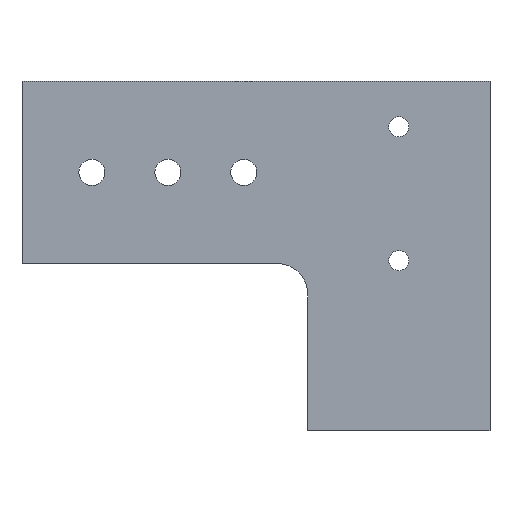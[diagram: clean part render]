
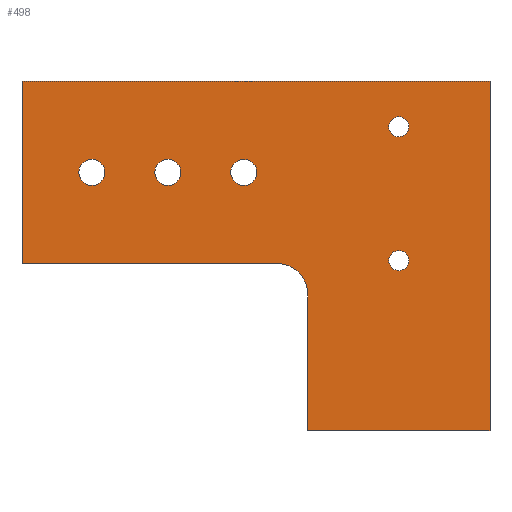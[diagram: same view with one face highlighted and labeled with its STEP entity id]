
A CAD part, front view. The second image highlights one B-rep face of the part: STEP entity #498.
In plain terms, the highlighted planar face has unit normal (0, -1, 0).
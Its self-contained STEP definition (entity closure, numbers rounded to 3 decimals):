
#15 = VECTOR ( 'NONE', #964, 1000. ) ;
#18 = DIRECTION ( 'NONE',  ( 0., 0., 1. ) ) ;
#24 = EDGE_LOOP ( 'NONE', ( #282, #650 ) ) ;
#30 = AXIS2_PLACEMENT_3D ( 'NONE', #225, #585, #438 ) ;
#31 = CARTESIAN_POINT ( 'NONE',  ( 24., 0., -12.85 ) ) ;
#43 = CARTESIAN_POINT ( 'NONE',  ( 42., 0., -35. ) ) ;
#55 = FACE_BOUND ( 'NONE', #583, .T. ) ;
#60 = CARTESIAN_POINT ( 'NONE',  ( 11.5, 0., -15. ) ) ;
#63 = FACE_OUTER_BOUND ( 'NONE', #554, .T. ) ;
#67 = VECTOR ( 'NONE', #490, 1000. ) ;
#70 = DIRECTION ( 'NONE',  ( -1., 0., 0. ) ) ;
#83 = CARTESIAN_POINT ( 'NONE',  ( 36.5, 0., -15. ) ) ;
#93 = AXIS2_PLACEMENT_3D ( 'NONE', #359, #122, #792 ) ;
#96 = CARTESIAN_POINT ( 'NONE',  ( 62., 0., -29.5 ) ) ;
#98 = EDGE_LOOP ( 'NONE', ( #948, #772 ) ) ;
#103 = ORIENTED_EDGE ( 'NONE', *, *, #148, .F. ) ;
#104 = CARTESIAN_POINT ( 'NONE',  ( 36.5, 0., -12.85 ) ) ;
#106 = EDGE_CURVE ( 'NONE', #880, #692, #213, .T. ) ;
#114 = VERTEX_POINT ( 'NONE', #863 ) ;
#120 = ORIENTED_EDGE ( 'NONE', *, *, #710, .T. ) ;
#122 = DIRECTION ( 'NONE',  ( 0., 1., 0. ) ) ;
#123 = FACE_BOUND ( 'NONE', #98, .T. ) ;
#140 = LINE ( 'NONE', #746, #15 ) ;
#146 = DIRECTION ( 'NONE',  ( 0., 0., 1. ) ) ;
#148 = EDGE_CURVE ( 'NONE', #744, #926, #951, .T. ) ;
#149 = LINE ( 'NONE', #821, #971 ) ;
#167 = VERTEX_POINT ( 'NONE', #579 ) ;
#178 = CIRCLE ( 'NONE', #640, 5. ) ;
#181 = EDGE_CURVE ( 'NONE', #692, #880, #518, .T. ) ;
#184 = DIRECTION ( 'NONE',  ( 0., 0., 1. ) ) ;
#186 = DIRECTION ( 'NONE',  ( 0., 1., 0. ) ) ;
#194 = AXIS2_PLACEMENT_3D ( 'NONE', #83, #521, #146 ) ;
#201 = EDGE_CURVE ( 'NONE', #335, #703, #377, .T. ) ;
#204 = CARTESIAN_POINT ( 'NONE',  ( 24., 0., -17.15 ) ) ;
#207 = VERTEX_POINT ( 'NONE', #900 ) ;
#208 = CARTESIAN_POINT ( 'NONE',  ( 0., 0., -30. ) ) ;
#213 = CIRCLE ( 'NONE', #938, 2.15 ) ;
#222 = DIRECTION ( 'NONE',  ( 0., 0., 1. ) ) ;
#225 = CARTESIAN_POINT ( 'NONE',  ( 0., 0., 0. ) ) ;
#227 = DIRECTION ( 'NONE',  ( 0., 1., 0. ) ) ;
#234 = DIRECTION ( 'NONE',  ( 0., 1., 0. ) ) ;
#241 = ORIENTED_EDGE ( 'NONE', *, *, #810, .F. ) ;
#244 = CARTESIAN_POINT ( 'NONE',  ( 62., 0., -7.5 ) ) ;
#250 = ORIENTED_EDGE ( 'NONE', *, *, #181, .T. ) ;
#252 = CARTESIAN_POINT ( 'NONE',  ( 11.5, 0., -17.15 ) ) ;
#265 = CARTESIAN_POINT ( 'NONE',  ( 11.5, 0., -12.85 ) ) ;
#269 = DIRECTION ( 'NONE',  ( 0., 0., 1. ) ) ;
#282 = ORIENTED_EDGE ( 'NONE', *, *, #201, .T. ) ;
#283 = CARTESIAN_POINT ( 'NONE',  ( 62., 0., -9.15 ) ) ;
#302 = VECTOR ( 'NONE', #946, 1000. ) ;
#309 = FACE_BOUND ( 'NONE', #834, .T. ) ;
#315 = DIRECTION ( 'NONE',  ( 0., 1., 0. ) ) ;
#317 = ORIENTED_EDGE ( 'NONE', *, *, #668, .T. ) ;
#321 = EDGE_CURVE ( 'NONE', #497, #679, #588, .T. ) ;
#324 = LINE ( 'NONE', #479, #801 ) ;
#326 = CARTESIAN_POINT ( 'NONE',  ( 47., 0., -35. ) ) ;
#330 = AXIS2_PLACEMENT_3D ( 'NONE', #96, #406, #18 ) ;
#335 = VERTEX_POINT ( 'NONE', #265 ) ;
#349 = CARTESIAN_POINT ( 'NONE',  ( 77., 0., 0. ) ) ;
#359 = CARTESIAN_POINT ( 'NONE',  ( 62., 0., -29.5 ) ) ;
#371 = DIRECTION ( 'NONE',  ( 0., 1., 0. ) ) ;
#374 = EDGE_CURVE ( 'NONE', #679, #497, #457, .T. ) ;
#377 = CIRCLE ( 'NONE', #471, 2.15 ) ;
#381 = VECTOR ( 'NONE', #722, 1000. ) ;
#394 = AXIS2_PLACEMENT_3D ( 'NONE', #901, #234, #672 ) ;
#399 = VERTEX_POINT ( 'NONE', #326 ) ;
#406 = DIRECTION ( 'NONE',  ( 0., 1., 0. ) ) ;
#421 = LINE ( 'NONE', #349, #381 ) ;
#427 = AXIS2_PLACEMENT_3D ( 'NONE', #817, #451, #222 ) ;
#429 = FACE_BOUND ( 'NONE', #661, .T. ) ;
#430 = EDGE_CURVE ( 'NONE', #744, #399, #178, .T. ) ;
#438 = DIRECTION ( 'NONE',  ( 0., 0., -1. ) ) ;
#451 = DIRECTION ( 'NONE',  ( 0., 1., 0. ) ) ;
#457 = CIRCLE ( 'NONE', #531, 2.15 ) ;
#464 = CARTESIAN_POINT ( 'NONE',  ( 24., 0., -15. ) ) ;
#465 = ORIENTED_EDGE ( 'NONE', *, *, #516, .F. ) ;
#470 = DIRECTION ( 'NONE',  ( 0., 0., 1. ) ) ;
#471 = AXIS2_PLACEMENT_3D ( 'NONE', #60, #371, #592 ) ;
#479 = CARTESIAN_POINT ( 'NONE',  ( 47., 0., -57.5 ) ) ;
#481 = ORIENTED_EDGE ( 'NONE', *, *, #738, .F. ) ;
#488 = AXIS2_PLACEMENT_3D ( 'NONE', #244, #186, #842 ) ;
#490 = DIRECTION ( 'NONE',  ( 0., 0., -1. ) ) ;
#497 = VERTEX_POINT ( 'NONE', #204 ) ;
#498 = ADVANCED_FACE ( 'NONE', ( #123, #429, #732, #55, #309, #63 ), #598, .T. ) ;
#501 = DIRECTION ( 'NONE',  ( 0., 1., 0. ) ) ;
#508 = VERTEX_POINT ( 'NONE', #904 ) ;
#516 = EDGE_CURVE ( 'NONE', #917, #846, #149, .T. ) ;
#518 = CIRCLE ( 'NONE', #194, 2.15 ) ;
#521 = DIRECTION ( 'NONE',  ( 0., 1., 0. ) ) ;
#531 = AXIS2_PLACEMENT_3D ( 'NONE', #464, #315, #470 ) ;
#539 = CARTESIAN_POINT ( 'NONE',  ( 42., 0., -30. ) ) ;
#554 = EDGE_LOOP ( 'NONE', ( #241, #906, #103, #608, #481, #465, #685 ) ) ;
#556 = LINE ( 'NONE', #857, #67 ) ;
#569 = EDGE_CURVE ( 'NONE', #703, #335, #800, .T. ) ;
#579 = CARTESIAN_POINT ( 'NONE',  ( 62., 0., -27.85 ) ) ;
#583 = EDGE_LOOP ( 'NONE', ( #655, #791 ) ) ;
#585 = DIRECTION ( 'NONE',  ( 0., -1., 0. ) ) ;
#588 = CIRCLE ( 'NONE', #968, 2.15 ) ;
#592 = DIRECTION ( 'NONE',  ( 0., 0., 1. ) ) ;
#598 = PLANE ( 'NONE',  #30 ) ;
#604 = DIRECTION ( 'NONE',  ( 0., 0., 1. ) ) ;
#608 = ORIENTED_EDGE ( 'NONE', *, *, #430, .T. ) ;
#624 = EDGE_CURVE ( 'NONE', #926, #207, #140, .T. ) ;
#635 = DIRECTION ( 'NONE',  ( 0., 1., 0. ) ) ;
#640 = AXIS2_PLACEMENT_3D ( 'NONE', #43, #635, #648 ) ;
#645 = CARTESIAN_POINT ( 'NONE',  ( 0., 0., -30. ) ) ;
#648 = DIRECTION ( 'NONE',  ( 0., 0., -1. ) ) ;
#649 = CARTESIAN_POINT ( 'NONE',  ( 36.5, 0., -15. ) ) ;
#650 = ORIENTED_EDGE ( 'NONE', *, *, #569, .T. ) ;
#651 = CARTESIAN_POINT ( 'NONE',  ( 36.5, 0., -17.15 ) ) ;
#655 = ORIENTED_EDGE ( 'NONE', *, *, #374, .T. ) ;
#661 = EDGE_LOOP ( 'NONE', ( #120, #317 ) ) ;
#668 = EDGE_CURVE ( 'NONE', #833, #114, #815, .T. ) ;
#672 = DIRECTION ( 'NONE',  ( 0., 0., 1. ) ) ;
#679 = VERTEX_POINT ( 'NONE', #31 ) ;
#685 = ORIENTED_EDGE ( 'NONE', *, *, #915, .F. ) ;
#692 = VERTEX_POINT ( 'NONE', #104 ) ;
#702 = EDGE_CURVE ( 'NONE', #167, #508, #907, .T. ) ;
#703 = VERTEX_POINT ( 'NONE', #252 ) ;
#710 = EDGE_CURVE ( 'NONE', #114, #833, #972, .T. ) ;
#722 = DIRECTION ( 'NONE',  ( 1., 0., 0. ) ) ;
#732 = FACE_BOUND ( 'NONE', #24, .T. ) ;
#738 = EDGE_CURVE ( 'NONE', #846, #399, #324, .T. ) ;
#744 = VERTEX_POINT ( 'NONE', #539 ) ;
#746 = CARTESIAN_POINT ( 'NONE',  ( 0., 0., 0. ) ) ;
#771 = CIRCLE ( 'NONE', #93, 1.65 ) ;
#772 = ORIENTED_EDGE ( 'NONE', *, *, #805, .T. ) ;
#783 = CARTESIAN_POINT ( 'NONE',  ( 77., 0., 0. ) ) ;
#791 = ORIENTED_EDGE ( 'NONE', *, *, #321, .T. ) ;
#792 = DIRECTION ( 'NONE',  ( 0., 0., 1. ) ) ;
#795 = VERTEX_POINT ( 'NONE', #783 ) ;
#796 = CARTESIAN_POINT ( 'NONE',  ( 77., 0., -57.5 ) ) ;
#800 = CIRCLE ( 'NONE', #427, 2.15 ) ;
#801 = VECTOR ( 'NONE', #604, 1000. ) ;
#805 = EDGE_CURVE ( 'NONE', #508, #167, #771, .T. ) ;
#810 = EDGE_CURVE ( 'NONE', #207, #795, #421, .T. ) ;
#815 = CIRCLE ( 'NONE', #394, 1.65 ) ;
#817 = CARTESIAN_POINT ( 'NONE',  ( 11.5, 0., -15. ) ) ;
#821 = CARTESIAN_POINT ( 'NONE',  ( 77., 0., -57.5 ) ) ;
#825 = ORIENTED_EDGE ( 'NONE', *, *, #106, .T. ) ;
#833 = VERTEX_POINT ( 'NONE', #283 ) ;
#834 = EDGE_LOOP ( 'NONE', ( #250, #825 ) ) ;
#842 = DIRECTION ( 'NONE',  ( 0., 0., 1. ) ) ;
#846 = VERTEX_POINT ( 'NONE', #865 ) ;
#857 = CARTESIAN_POINT ( 'NONE',  ( 77., 0., -30. ) ) ;
#863 = CARTESIAN_POINT ( 'NONE',  ( 62., 0., -5.85 ) ) ;
#865 = CARTESIAN_POINT ( 'NONE',  ( 47., 0., -57.5 ) ) ;
#880 = VERTEX_POINT ( 'NONE', #651 ) ;
#893 = CARTESIAN_POINT ( 'NONE',  ( 24., 0., -15. ) ) ;
#900 = CARTESIAN_POINT ( 'NONE',  ( 0., 0., 0. ) ) ;
#901 = CARTESIAN_POINT ( 'NONE',  ( 62., 0., -7.5 ) ) ;
#904 = CARTESIAN_POINT ( 'NONE',  ( 62., 0., -31.15 ) ) ;
#906 = ORIENTED_EDGE ( 'NONE', *, *, #624, .F. ) ;
#907 = CIRCLE ( 'NONE', #330, 1.65 ) ;
#915 = EDGE_CURVE ( 'NONE', #795, #917, #556, .T. ) ;
#917 = VERTEX_POINT ( 'NONE', #796 ) ;
#926 = VERTEX_POINT ( 'NONE', #208 ) ;
#938 = AXIS2_PLACEMENT_3D ( 'NONE', #649, #501, #269 ) ;
#946 = DIRECTION ( 'NONE',  ( -1., 0., 0. ) ) ;
#948 = ORIENTED_EDGE ( 'NONE', *, *, #702, .T. ) ;
#951 = LINE ( 'NONE', #645, #302 ) ;
#964 = DIRECTION ( 'NONE',  ( 0., 0., 1. ) ) ;
#968 = AXIS2_PLACEMENT_3D ( 'NONE', #893, #227, #184 ) ;
#971 = VECTOR ( 'NONE', #70, 1000. ) ;
#972 = CIRCLE ( 'NONE', #488, 1.65 ) ;
